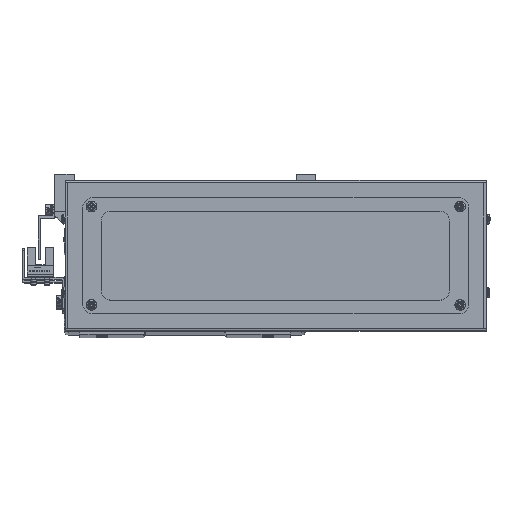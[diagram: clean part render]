
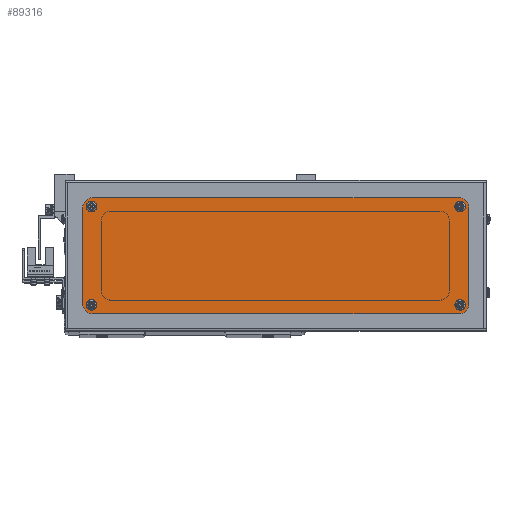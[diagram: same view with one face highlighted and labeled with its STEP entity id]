
A CAD part, top view. The second image highlights one B-rep face of the part: STEP entity #89316.
In plain terms, the highlighted planar face has unit normal (0, 0, 1).
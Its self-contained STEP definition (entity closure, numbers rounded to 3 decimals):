
#506 = EDGE_CURVE ( 'NONE', #12022, #46294, #17160, .T. ) ;
#1687 = VECTOR ( 'NONE', #16780, 1000. ) ;
#2114 = VERTEX_POINT ( 'NONE', #82165 ) ;
#3780 = VERTEX_POINT ( 'NONE', #78283 ) ;
#4552 = EDGE_LOOP ( 'NONE', ( #59610, #38919 ) ) ;
#5467 = DIRECTION ( 'NONE',  ( 0., 0., 1. ) ) ;
#5978 = AXIS2_PLACEMENT_3D ( 'NONE', #80082, #38782, #87012 ) ;
#7590 = EDGE_CURVE ( 'NONE', #17700, #73350, #54721, .T. ) ;
#8138 = ORIENTED_EDGE ( 'NONE', *, *, #52362, .F. ) ;
#8522 = CARTESIAN_POINT ( 'NONE',  ( 95.5, -25.5, 2. ) ) ;
#8884 = CIRCLE ( 'NONE', #14522, 1.7 ) ;
#9013 = CARTESIAN_POINT ( 'NONE',  ( 95., -30., 2. ) ) ;
#9099 = AXIS2_PLACEMENT_3D ( 'NONE', #60639, #19298, #67571 ) ;
#9677 = ORIENTED_EDGE ( 'NONE', *, *, #506, .F. ) ;
#10392 = EDGE_CURVE ( 'NONE', #2114, #28171, #60565, .T. ) ;
#10460 = VERTEX_POINT ( 'NONE', #26079 ) ;
#12022 = VERTEX_POINT ( 'NONE', #52119 ) ;
#12142 = DIRECTION ( 'NONE',  ( 0., 0., 1. ) ) ;
#12581 = CIRCLE ( 'NONE', #12609, 1.7 ) ;
#12603 = FACE_BOUND ( 'NONE', #66800, .T. ) ;
#12609 = AXIS2_PLACEMENT_3D ( 'NONE', #8522, #56860, #15456 ) ;
#13155 = VECTOR ( 'NONE', #45026, 1000. ) ;
#13724 = VERTEX_POINT ( 'NONE', #27851 ) ;
#14522 = AXIS2_PLACEMENT_3D ( 'NONE', #58960, #17611, #65880 ) ;
#14610 = CARTESIAN_POINT ( 'NONE',  ( 100., 25., 2. ) ) ;
#15456 = DIRECTION ( 'NONE',  ( 1., 0., 0. ) ) ;
#16045 = CARTESIAN_POINT ( 'NONE',  ( 95., -25., 2. ) ) ;
#16780 = DIRECTION ( 'NONE',  ( -1., 0., 0. ) ) ;
#16889 = CARTESIAN_POINT ( 'NONE',  ( 97.2, 25.5, 2. ) ) ;
#17160 = CIRCLE ( 'NONE', #55898, 1.7 ) ;
#17486 = DIRECTION ( 'NONE',  ( 0., 0., 1. ) ) ;
#17611 = DIRECTION ( 'NONE',  ( 0., 0., 1. ) ) ;
#17700 = VERTEX_POINT ( 'NONE', #88971 ) ;
#19298 = DIRECTION ( 'NONE',  ( 0., 0., 1. ) ) ;
#19444 = VERTEX_POINT ( 'NONE', #41062 ) ;
#21429 = AXIS2_PLACEMENT_3D ( 'NONE', #58844, #17486, #65756 ) ;
#21431 = CARTESIAN_POINT ( 'NONE',  ( -100., -25., 2. ) ) ;
#21843 = ORIENTED_EDGE ( 'NONE', *, *, #7590, .F. ) ;
#22744 = EDGE_CURVE ( 'NONE', #46294, #12022, #27440, .T. ) ;
#23031 = DIRECTION ( 'NONE',  ( 1., 0., 0. ) ) ;
#23817 = EDGE_CURVE ( 'NONE', #28171, #2114, #8884, .T. ) ;
#25708 = CIRCLE ( 'NONE', #59575, 1.7 ) ;
#25855 = DIRECTION ( 'NONE',  ( 0., 0., 1. ) ) ;
#26079 = CARTESIAN_POINT ( 'NONE',  ( -95., 30., 2. ) ) ;
#26195 = CARTESIAN_POINT ( 'NONE',  ( 97.2, -25.5, 2. ) ) ;
#27440 = CIRCLE ( 'NONE', #21429, 1.7 ) ;
#27851 = CARTESIAN_POINT ( 'NONE',  ( 95., 30., 2. ) ) ;
#28171 = VERTEX_POINT ( 'NONE', #63539 ) ;
#28378 = DIRECTION ( 'NONE',  ( 0., -1., 0. ) ) ;
#29402 = EDGE_CURVE ( 'NONE', #47404, #13724, #41629, .T. ) ;
#29604 = CIRCLE ( 'NONE', #66404, 5. ) ;
#30395 = ORIENTED_EDGE ( 'NONE', *, *, #42702, .T. ) ;
#30991 = FACE_BOUND ( 'NONE', #66971, .T. ) ;
#31217 = EDGE_CURVE ( 'NONE', #70346, #80784, #78809, .T. ) ;
#31466 = ORIENTED_EDGE ( 'NONE', *, *, #31840, .T. ) ;
#31492 = LINE ( 'NONE', #79568, #45570 ) ;
#31561 = LINE ( 'NONE', #38042, #13155 ) ;
#31840 = EDGE_CURVE ( 'NONE', #10460, #19444, #85271, .T. ) ;
#31852 = DIRECTION ( 'NONE',  ( 0., 0., 1. ) ) ;
#32745 = CARTESIAN_POINT ( 'NONE',  ( -95.5, 25.5, 2. ) ) ;
#32835 = CARTESIAN_POINT ( 'NONE',  ( -100., -25., 2. ) ) ;
#33218 = EDGE_LOOP ( 'NONE', ( #30395, #74969, #76417, #45844, #74484, #68383, #31466, #51245 ) ) ;
#33264 = CARTESIAN_POINT ( 'NONE',  ( -93.8, 25.5, 2. ) ) ;
#37131 = CARTESIAN_POINT ( 'NONE',  ( -95., 25., 2. ) ) ;
#38042 = CARTESIAN_POINT ( 'NONE',  ( 100., 25., 2. ) ) ;
#38782 = DIRECTION ( 'NONE',  ( 0., 0., 1. ) ) ;
#38815 = CARTESIAN_POINT ( 'NONE',  ( 93.8, -25.5, 2. ) ) ;
#38919 = ORIENTED_EDGE ( 'NONE', *, *, #10392, .F. ) ;
#39471 = AXIS2_PLACEMENT_3D ( 'NONE', #37131, #85350, #44080 ) ;
#39701 = DIRECTION ( 'NONE',  ( 1., 0., 0. ) ) ;
#40801 = VERTEX_POINT ( 'NONE', #38815 ) ;
#40870 = CARTESIAN_POINT ( 'NONE',  ( -95., -25., 2. ) ) ;
#41062 = CARTESIAN_POINT ( 'NONE',  ( -100., 25., 2. ) ) ;
#41160 = DIRECTION ( 'NONE',  ( 1., 0., 0. ) ) ;
#41629 = CIRCLE ( 'NONE', #9099, 5. ) ;
#42702 = EDGE_CURVE ( 'NONE', #53569, #3780, #29604, .T. ) ;
#44080 = DIRECTION ( 'NONE',  ( 1., 0., 0. ) ) ;
#44918 = DIRECTION ( 'NONE',  ( 1., 0., 0. ) ) ;
#45004 = ORIENTED_EDGE ( 'NONE', *, *, #22744, .F. ) ;
#45026 = DIRECTION ( 'NONE',  ( 0., 1., 0. ) ) ;
#45570 = VECTOR ( 'NONE', #44918, 1000. ) ;
#45844 = ORIENTED_EDGE ( 'NONE', *, *, #85193, .T. ) ;
#46294 = VERTEX_POINT ( 'NONE', #16889 ) ;
#46877 = CARTESIAN_POINT ( 'NONE',  ( 95.5, -25.5, 2. ) ) ;
#47404 = VERTEX_POINT ( 'NONE', #14610 ) ;
#51245 = ORIENTED_EDGE ( 'NONE', *, *, #70250, .T. ) ;
#52119 = CARTESIAN_POINT ( 'NONE',  ( 93.8, 25.5, 2. ) ) ;
#52362 = EDGE_CURVE ( 'NONE', #73350, #17700, #25708, .T. ) ;
#53241 = AXIS2_PLACEMENT_3D ( 'NONE', #40870, #82447, #41160 ) ;
#53560 = CARTESIAN_POINT ( 'NONE',  ( -95., -25., 2. ) ) ;
#53569 = VERTEX_POINT ( 'NONE', #32835 ) ;
#53800 = DIRECTION ( 'NONE',  ( 1., 0., 0. ) ) ;
#54721 = CIRCLE ( 'NONE', #5978, 1.7 ) ;
#55898 = AXIS2_PLACEMENT_3D ( 'NONE', #67165, #25855, #74127 ) ;
#56860 = DIRECTION ( 'NONE',  ( 0., 0., 1. ) ) ;
#57989 = ORIENTED_EDGE ( 'NONE', *, *, #69698, .F. ) ;
#58205 = AXIS2_PLACEMENT_3D ( 'NONE', #73160, #31852, #80102 ) ;
#58746 = VERTEX_POINT ( 'NONE', #26195 ) ;
#58844 = CARTESIAN_POINT ( 'NONE',  ( 95.5, 25.5, 2. ) ) ;
#58960 = CARTESIAN_POINT ( 'NONE',  ( -95.5, -25.5, 2. ) ) ;
#59575 = AXIS2_PLACEMENT_3D ( 'NONE', #32745, #80990, #39701 ) ;
#59610 = ORIENTED_EDGE ( 'NONE', *, *, #23817, .F. ) ;
#60435 = DIRECTION ( 'NONE',  ( 1., 0., 0. ) ) ;
#60472 = CIRCLE ( 'NONE', #79181, 1.7 ) ;
#60565 = CIRCLE ( 'NONE', #58205, 1.7 ) ;
#60639 = CARTESIAN_POINT ( 'NONE',  ( 95., 25., 2. ) ) ;
#61073 = VECTOR ( 'NONE', #28378, 1000. ) ;
#62216 = EDGE_LOOP ( 'NONE', ( #9677, #45004 ) ) ;
#63539 = CARTESIAN_POINT ( 'NONE',  ( -97.2, -25.5, 2. ) ) ;
#64318 = DIRECTION ( 'NONE',  ( 0., 0., 1. ) ) ;
#64741 = CARTESIAN_POINT ( 'NONE',  ( -95., 30., 2. ) ) ;
#65495 = FACE_BOUND ( 'NONE', #4552, .T. ) ;
#65756 = DIRECTION ( 'NONE',  ( 1., 0., 0. ) ) ;
#65880 = DIRECTION ( 'NONE',  ( 1., 0., 0. ) ) ;
#66404 = AXIS2_PLACEMENT_3D ( 'NONE', #53560, #12142, #60435 ) ;
#66800 = EDGE_LOOP ( 'NONE', ( #21843, #8138 ) ) ;
#66971 = EDGE_LOOP ( 'NONE', ( #57989, #68322 ) ) ;
#67165 = CARTESIAN_POINT ( 'NONE',  ( 95.5, 25.5, 2. ) ) ;
#67571 = DIRECTION ( 'NONE',  ( 1., 0., 0. ) ) ;
#67663 = FACE_OUTER_BOUND ( 'NONE', #33218, .T. ) ;
#67692 = AXIS2_PLACEMENT_3D ( 'NONE', #16045, #64318, #23031 ) ;
#68322 = ORIENTED_EDGE ( 'NONE', *, *, #86553, .F. ) ;
#68383 = ORIENTED_EDGE ( 'NONE', *, *, #72508, .T. ) ;
#68563 = PLANE ( 'NONE',  #53241 ) ;
#69698 = EDGE_CURVE ( 'NONE', #40801, #58746, #12581, .T. ) ;
#70250 = EDGE_CURVE ( 'NONE', #19444, #53569, #79467, .T. ) ;
#70346 = VERTEX_POINT ( 'NONE', #9013 ) ;
#72508 = EDGE_CURVE ( 'NONE', #13724, #10460, #73032, .T. ) ;
#73032 = LINE ( 'NONE', #64741, #1687 ) ;
#73160 = CARTESIAN_POINT ( 'NONE',  ( -95.5, -25.5, 2. ) ) ;
#73350 = VERTEX_POINT ( 'NONE', #33264 ) ;
#74127 = DIRECTION ( 'NONE',  ( 1., 0., 0. ) ) ;
#74381 = CARTESIAN_POINT ( 'NONE',  ( 100., -25., 2. ) ) ;
#74484 = ORIENTED_EDGE ( 'NONE', *, *, #29402, .T. ) ;
#74969 = ORIENTED_EDGE ( 'NONE', *, *, #85761, .T. ) ;
#76417 = ORIENTED_EDGE ( 'NONE', *, *, #31217, .T. ) ;
#78283 = CARTESIAN_POINT ( 'NONE',  ( -95., -30., 2. ) ) ;
#78809 = CIRCLE ( 'NONE', #67692, 5. ) ;
#79181 = AXIS2_PLACEMENT_3D ( 'NONE', #46877, #5467, #53800 ) ;
#79467 = LINE ( 'NONE', #21431, #61073 ) ;
#79568 = CARTESIAN_POINT ( 'NONE',  ( 95., -30., 2. ) ) ;
#80082 = CARTESIAN_POINT ( 'NONE',  ( -95.5, 25.5, 2. ) ) ;
#80102 = DIRECTION ( 'NONE',  ( 1., 0., 0. ) ) ;
#80784 = VERTEX_POINT ( 'NONE', #74381 ) ;
#80990 = DIRECTION ( 'NONE',  ( 0., 0., 1. ) ) ;
#82165 = CARTESIAN_POINT ( 'NONE',  ( -93.8, -25.5, 2. ) ) ;
#82447 = DIRECTION ( 'NONE',  ( 0., 0., 1. ) ) ;
#83843 = FACE_BOUND ( 'NONE', #62216, .T. ) ;
#85193 = EDGE_CURVE ( 'NONE', #80784, #47404, #31561, .T. ) ;
#85271 = CIRCLE ( 'NONE', #39471, 5. ) ;
#85350 = DIRECTION ( 'NONE',  ( 0., 0., 1. ) ) ;
#85761 = EDGE_CURVE ( 'NONE', #3780, #70346, #31492, .T. ) ;
#86553 = EDGE_CURVE ( 'NONE', #58746, #40801, #60472, .T. ) ;
#87012 = DIRECTION ( 'NONE',  ( 1., 0., 0. ) ) ;
#88971 = CARTESIAN_POINT ( 'NONE',  ( -97.2, 25.5, 2. ) ) ;
#89316 = ADVANCED_FACE ( 'NONE', ( #30991, #83843, #67663, #12603, #65495 ), #68563, .T. ) ;
